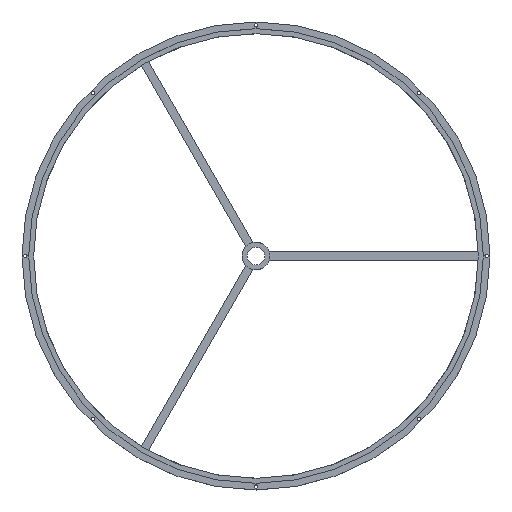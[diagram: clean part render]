
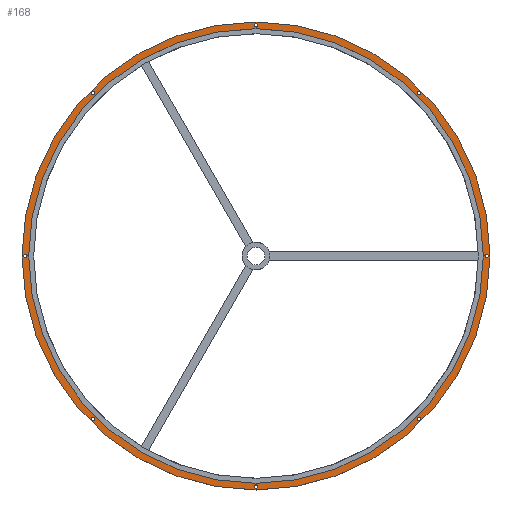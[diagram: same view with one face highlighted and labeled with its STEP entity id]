
A CAD part, top view. The second image highlights one B-rep face of the part: STEP entity #168.
In plain terms, the highlighted planar face has unit normal (0, 0, 1).
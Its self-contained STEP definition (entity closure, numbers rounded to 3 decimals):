
#31=FACE_BOUND('',#332,.F.);
#32=FACE_BOUND('',#333,.F.);
#33=FACE_BOUND('',#334,.F.);
#34=FACE_BOUND('',#335,.F.);
#35=FACE_BOUND('',#336,.F.);
#36=FACE_BOUND('',#337,.F.);
#37=FACE_BOUND('',#338,.F.);
#38=FACE_BOUND('',#339,.F.);
#39=FACE_BOUND('',#340,.F.);
#168=ADVANCED_FACE('',(#31,#32,#33,#34,#35,#36,#37,#38,#39,#244),#770,.T.);
#244=FACE_OUTER_BOUND('',#341,.F.);
#332=EDGE_LOOP('',(#728,#729));
#333=EDGE_LOOP('',(#730,#731));
#334=EDGE_LOOP('',(#732,#733));
#335=EDGE_LOOP('',(#734,#735));
#336=EDGE_LOOP('',(#736,#737));
#337=EDGE_LOOP('',(#738,#739));
#338=EDGE_LOOP('',(#740,#741));
#339=EDGE_LOOP('',(#742,#743));
#340=EDGE_LOOP('',(#744,#745));
#341=EDGE_LOOP('',(#746,#747));
#728=ORIENTED_EDGE('',*,*,#1058,.F.);
#729=ORIENTED_EDGE('',*,*,#1057,.F.);
#730=ORIENTED_EDGE('',*,*,#969,.F.);
#731=ORIENTED_EDGE('',*,*,#968,.F.);
#732=ORIENTED_EDGE('',*,*,#971,.F.);
#733=ORIENTED_EDGE('',*,*,#970,.F.);
#734=ORIENTED_EDGE('',*,*,#973,.F.);
#735=ORIENTED_EDGE('',*,*,#972,.F.);
#736=ORIENTED_EDGE('',*,*,#975,.F.);
#737=ORIENTED_EDGE('',*,*,#974,.F.);
#738=ORIENTED_EDGE('',*,*,#977,.F.);
#739=ORIENTED_EDGE('',*,*,#976,.F.);
#740=ORIENTED_EDGE('',*,*,#979,.F.);
#741=ORIENTED_EDGE('',*,*,#978,.F.);
#742=ORIENTED_EDGE('',*,*,#981,.F.);
#743=ORIENTED_EDGE('',*,*,#980,.F.);
#744=ORIENTED_EDGE('',*,*,#983,.F.);
#745=ORIENTED_EDGE('',*,*,#982,.F.);
#746=ORIENTED_EDGE('',*,*,#985,.T.);
#747=ORIENTED_EDGE('',*,*,#984,.T.);
#770=PLANE('',#1618);
#968=EDGE_CURVE('',#1390,#1389,#1163,.T.);
#969=EDGE_CURVE('',#1389,#1390,#1164,.T.);
#970=EDGE_CURVE('',#1388,#1387,#1165,.T.);
#971=EDGE_CURVE('',#1387,#1388,#1166,.T.);
#972=EDGE_CURVE('',#1386,#1385,#1167,.T.);
#973=EDGE_CURVE('',#1385,#1386,#1168,.T.);
#974=EDGE_CURVE('',#1384,#1383,#1169,.T.);
#975=EDGE_CURVE('',#1383,#1384,#1170,.T.);
#976=EDGE_CURVE('',#1382,#1381,#1171,.T.);
#977=EDGE_CURVE('',#1381,#1382,#1172,.T.);
#978=EDGE_CURVE('',#1380,#1379,#1173,.T.);
#979=EDGE_CURVE('',#1379,#1380,#1174,.T.);
#980=EDGE_CURVE('',#1378,#1377,#1175,.T.);
#981=EDGE_CURVE('',#1377,#1378,#1176,.T.);
#982=EDGE_CURVE('',#1376,#1375,#1177,.T.);
#983=EDGE_CURVE('',#1375,#1376,#1178,.T.);
#984=EDGE_CURVE('',#1374,#1373,#1179,.T.);
#985=EDGE_CURVE('',#1373,#1374,#1180,.T.);
#1057=EDGE_CURVE('',#1329,#1328,#1217,.T.);
#1058=EDGE_CURVE('',#1328,#1329,#1218,.T.);
#1163=CIRCLE('',#1432,3.);
#1164=CIRCLE('',#1433,3.);
#1165=CIRCLE('',#1434,3.);
#1166=CIRCLE('',#1435,3.);
#1167=CIRCLE('',#1436,3.);
#1168=CIRCLE('',#1437,3.);
#1169=CIRCLE('',#1438,3.);
#1170=CIRCLE('',#1439,3.);
#1171=CIRCLE('',#1440,3.);
#1172=CIRCLE('',#1441,3.);
#1173=CIRCLE('',#1442,3.);
#1174=CIRCLE('',#1443,3.);
#1175=CIRCLE('',#1444,3.);
#1176=CIRCLE('',#1445,3.);
#1177=CIRCLE('',#1446,3.);
#1178=CIRCLE('',#1447,3.);
#1179=CIRCLE('',#1448,421.);
#1180=CIRCLE('',#1449,421.);
#1217=CIRCLE('',#1486,409.);
#1218=CIRCLE('',#1487,409.);
#1328=VERTEX_POINT('',#2154);
#1329=VERTEX_POINT('',#2155);
#1373=VERTEX_POINT('',#2199);
#1374=VERTEX_POINT('',#2200);
#1375=VERTEX_POINT('',#2201);
#1376=VERTEX_POINT('',#2202);
#1377=VERTEX_POINT('',#2203);
#1378=VERTEX_POINT('',#2204);
#1379=VERTEX_POINT('',#2205);
#1380=VERTEX_POINT('',#2206);
#1381=VERTEX_POINT('',#2207);
#1382=VERTEX_POINT('',#2208);
#1383=VERTEX_POINT('',#2209);
#1384=VERTEX_POINT('',#2210);
#1385=VERTEX_POINT('',#2211);
#1386=VERTEX_POINT('',#2212);
#1387=VERTEX_POINT('',#2213);
#1388=VERTEX_POINT('',#2214);
#1389=VERTEX_POINT('',#2215);
#1390=VERTEX_POINT('',#2216);
#1432=AXIS2_PLACEMENT_3D('',#2237,#1639,#1640);
#1433=AXIS2_PLACEMENT_3D('',#2238,#1641,#1642);
#1434=AXIS2_PLACEMENT_3D('',#2239,#1643,#1644);
#1435=AXIS2_PLACEMENT_3D('',#2240,#1645,#1646);
#1436=AXIS2_PLACEMENT_3D('',#2241,#1647,#1648);
#1437=AXIS2_PLACEMENT_3D('',#2242,#1649,#1650);
#1438=AXIS2_PLACEMENT_3D('',#2243,#1651,#1652);
#1439=AXIS2_PLACEMENT_3D('',#2244,#1653,#1654);
#1440=AXIS2_PLACEMENT_3D('',#2245,#1655,#1656);
#1441=AXIS2_PLACEMENT_3D('',#2246,#1657,#1658);
#1442=AXIS2_PLACEMENT_3D('',#2247,#1659,#1660);
#1443=AXIS2_PLACEMENT_3D('',#2248,#1661,#1662);
#1444=AXIS2_PLACEMENT_3D('',#2249,#1663,#1664);
#1445=AXIS2_PLACEMENT_3D('',#2250,#1665,#1666);
#1446=AXIS2_PLACEMENT_3D('',#2251,#1667,#1668);
#1447=AXIS2_PLACEMENT_3D('',#2252,#1669,#1670);
#1448=AXIS2_PLACEMENT_3D('',#2253,#1671,#1672);
#1449=AXIS2_PLACEMENT_3D('',#2254,#1673,#1674);
#1486=AXIS2_PLACEMENT_3D('',#2326,#1782,#1783);
#1487=AXIS2_PLACEMENT_3D('',#2327,#1784,#1785);
#1618=AXIS2_PLACEMENT_3D('',#2504,#2092,#2093);
#1639=DIRECTION('',(0.,0.,-1.));
#1640=DIRECTION('',(-0.707,0.707,0.));
#1641=DIRECTION('',(0.,0.,-1.));
#1642=DIRECTION('',(0.707,-0.707,0.));
#1643=DIRECTION('',(0.,0.,-1.));
#1644=DIRECTION('',(0.,1.,0.));
#1645=DIRECTION('',(0.,0.,-1.));
#1646=DIRECTION('',(0.,-1.,0.));
#1647=DIRECTION('',(0.,0.,-1.));
#1648=DIRECTION('',(0.707,0.707,0.));
#1649=DIRECTION('',(0.,0.,-1.));
#1650=DIRECTION('',(-0.707,-0.707,0.));
#1651=DIRECTION('',(0.,0.,-1.));
#1652=DIRECTION('',(1.,0.,0.));
#1653=DIRECTION('',(0.,0.,-1.));
#1654=DIRECTION('',(-1.,0.,0.));
#1655=DIRECTION('',(0.,0.,-1.));
#1656=DIRECTION('',(0.707,-0.707,0.));
#1657=DIRECTION('',(0.,0.,-1.));
#1658=DIRECTION('',(-0.707,0.707,0.));
#1659=DIRECTION('',(0.,0.,-1.));
#1660=DIRECTION('',(0.,-1.,0.));
#1661=DIRECTION('',(0.,0.,-1.));
#1662=DIRECTION('',(0.,1.,0.));
#1663=DIRECTION('',(0.,0.,-1.));
#1664=DIRECTION('',(-0.707,-0.707,0.));
#1665=DIRECTION('',(0.,0.,-1.));
#1666=DIRECTION('',(0.707,0.707,0.));
#1667=DIRECTION('',(0.,0.,-1.));
#1668=DIRECTION('',(-1.,0.,0.));
#1669=DIRECTION('',(0.,0.,-1.));
#1670=DIRECTION('',(1.,0.,0.));
#1671=DIRECTION('',(0.,0.,-1.));
#1672=DIRECTION('',(1.,0.,0.));
#1673=DIRECTION('',(0.,0.,-1.));
#1674=DIRECTION('',(-1.,0.,0.));
#1782=DIRECTION('',(0.,0.,-1.));
#1783=DIRECTION('',(1.,0.,0.));
#1784=DIRECTION('',(0.,0.,-1.));
#1785=DIRECTION('',(-1.,0.,0.));
#2092=DIRECTION('',(0.,0.,1.));
#2093=DIRECTION('',(-1.,0.,0.));
#2154=CARTESIAN_POINT('',(-409.,-8.61,30.7));
#2155=CARTESIAN_POINT('',(409.,-8.61,30.7));
#2199=CARTESIAN_POINT('',(-421.,-8.61,30.7));
#2200=CARTESIAN_POINT('',(421.,-8.61,30.7));
#2201=CARTESIAN_POINT('',(418.,-8.61,30.7));
#2202=CARTESIAN_POINT('',(412.,-8.61,30.7));
#2203=CARTESIAN_POINT('',(295.571,286.961,30.7));
#2204=CARTESIAN_POINT('',(291.328,282.718,30.7));
#2205=CARTESIAN_POINT('',(0.,409.39,30.7));
#2206=CARTESIAN_POINT('',(0.,403.39,30.7));
#2207=CARTESIAN_POINT('',(-295.571,286.961,30.7));
#2208=CARTESIAN_POINT('',(-291.328,282.718,30.7));
#2209=CARTESIAN_POINT('',(-418.,-8.61,30.7));
#2210=CARTESIAN_POINT('',(-412.,-8.61,30.7));
#2211=CARTESIAN_POINT('',(-295.571,-304.18,
30.7));
#2212=CARTESIAN_POINT('',(-291.328,-299.938,30.7));
#2213=CARTESIAN_POINT('',(0.,-426.61,30.7));
#2214=CARTESIAN_POINT('',(0.,-420.61,30.7));
#2215=CARTESIAN_POINT('',(295.571,-304.18,30.7));
#2216=CARTESIAN_POINT('',(291.328,-299.938,30.7));
#2237=CARTESIAN_POINT('',(293.449,-302.059,30.7));
#2238=CARTESIAN_POINT('',(293.449,-302.059,30.7));
#2239=CARTESIAN_POINT('',(0.,-423.61,30.7));
#2240=CARTESIAN_POINT('',(0.,-423.61,30.7));
#2241=CARTESIAN_POINT('',(-293.449,-302.059,
30.7));
#2242=CARTESIAN_POINT('',(-293.449,-302.059,
30.7));
#2243=CARTESIAN_POINT('',(-415.,-8.61,30.7));
#2244=CARTESIAN_POINT('',(-415.,-8.61,30.7));
#2245=CARTESIAN_POINT('',(-293.449,284.84,30.7));
#2246=CARTESIAN_POINT('',(-293.449,284.84,30.7));
#2247=CARTESIAN_POINT('',(0.,406.39,30.7));
#2248=CARTESIAN_POINT('',(0.,406.39,30.7));
#2249=CARTESIAN_POINT('',(293.449,284.84,30.7));
#2250=CARTESIAN_POINT('',(293.449,284.84,30.7));
#2251=CARTESIAN_POINT('',(415.,-8.61,30.7));
#2252=CARTESIAN_POINT('',(415.,-8.61,30.7));
#2253=CARTESIAN_POINT('',(0.,-8.61,30.7));
#2254=CARTESIAN_POINT('',(0.,-8.61,30.7));
#2326=CARTESIAN_POINT('',(0.,-8.61,30.7));
#2327=CARTESIAN_POINT('',(0.,-8.61,30.7));
#2504=CARTESIAN_POINT('',(429.971,-438.04,30.7));
